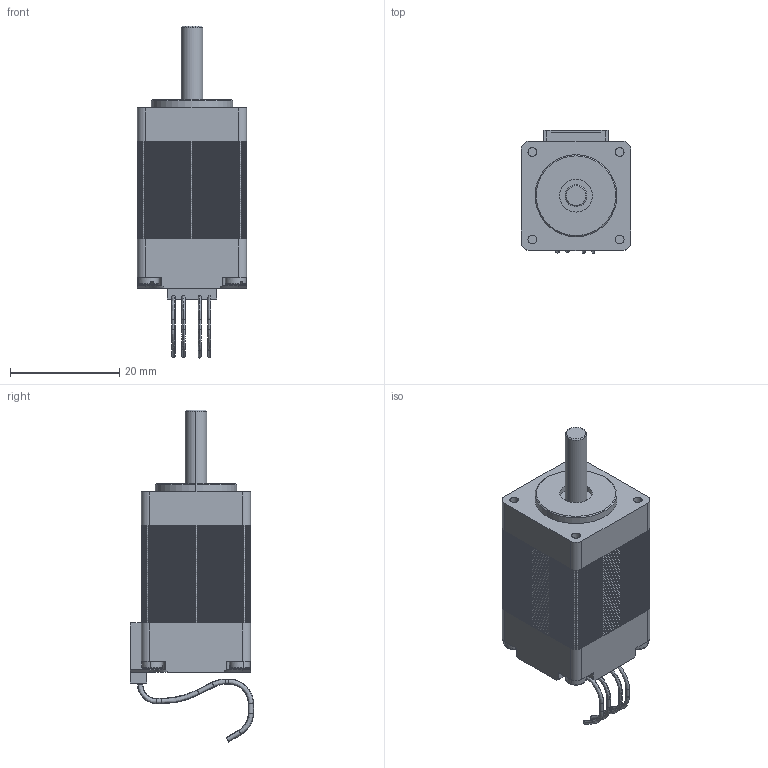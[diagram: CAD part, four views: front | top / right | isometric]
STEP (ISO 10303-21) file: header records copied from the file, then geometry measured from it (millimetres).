
FILE_DESCRIPTION (( 'STEP AP203' ), '1' );
FILE_NAME ('NEMA8.STEP', '2018-09-06T19:19:07', ( '' ), ( '' ), 'SwSTEP 2.0', 'SolidWorks 2013', '' );
FILE_SCHEMA (( 'CONFIG_CONTROL_DESIGN' ));
Length unit declared in the file: millimetre
Products named in the file (6): Kollektorschild; Welle; NEMA8; Lagerschild; Schraube_M2x28; Stator
Assembly tree (8 placements, depth 2):
  NEMA8
    Stator
    Lagerschild
    Welle
    Schraube_M2x28  x4
    Kollektorschild
Bounding box: 20 x 22.53 x 60.8 mm (x, y, z)
Volume: 13503.2 mm3; surface area: 8201.3 mm2
Topology: 8 solids, 8 shells, 1941 faces, 4122 edges, 2212 vertices
Faces by surface type: cylinder 824, torus 712, plane 297, bspline 100, cone 8
Entity records: 51614 total; most frequent: DIRECTION 10038, CARTESIAN_POINT 9383, ORIENTED_EDGE 8052, AXIS2_PLACEMENT_3D 4296, EDGE_CURVE 4026, CIRCLE 2477, VERTEX_POINT 2149, EDGE_LOOP 1941
